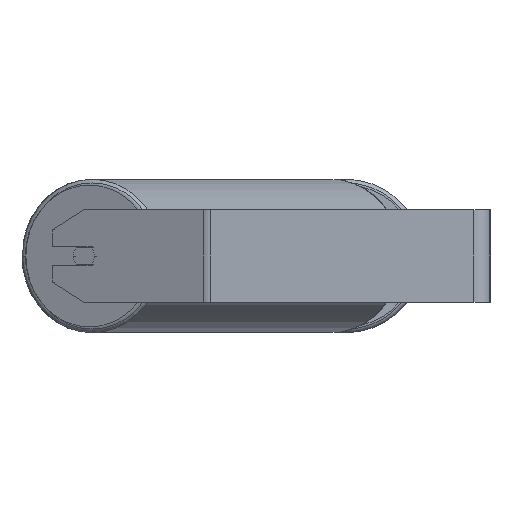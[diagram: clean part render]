
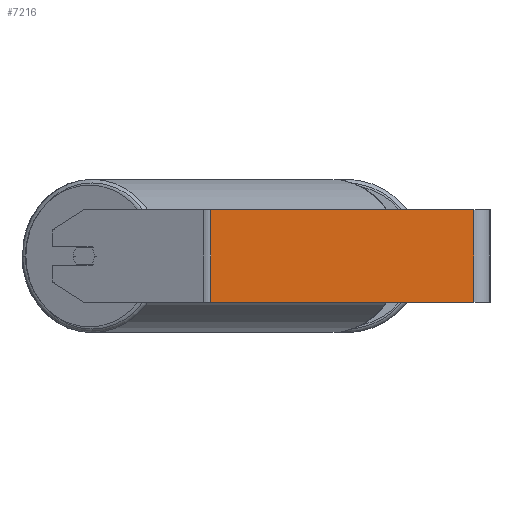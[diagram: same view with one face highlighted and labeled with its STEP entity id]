
A CAD part, left-side view. The second image highlights one B-rep face of the part: STEP entity #7216.
In plain terms, the highlighted planar face has unit normal (-1, 0, 0).
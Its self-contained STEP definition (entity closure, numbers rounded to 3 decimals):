
#256 = PLANE ( 'NONE',  #4183 ) ;
#330 = ORIENTED_EDGE ( 'NONE', *, *, #616, .F. ) ;
#518 = DIRECTION ( 'NONE',  ( 0., -1., 0. ) ) ;
#616 = EDGE_CURVE ( 'NONE', #7854, #3828, #7910, .T. ) ;
#1052 = DIRECTION ( 'NONE',  ( 1., 0., 0. ) ) ;
#1095 = DIRECTION ( 'NONE',  ( 0., 0., -1. ) ) ;
#1167 = DIRECTION ( 'NONE',  ( 0., -1., 0. ) ) ;
#1606 = EDGE_CURVE ( 'NONE', #7854, #2376, #1914, .T. ) ;
#1739 = EDGE_CURVE ( 'NONE', #3828, #6287, #3644, .T. ) ;
#1914 = LINE ( 'NONE', #2608, #3131 ) ;
#2212 = CARTESIAN_POINT ( 'NONE',  ( -800., 14., 40. ) ) ;
#2376 = VERTEX_POINT ( 'NONE', #3830 ) ;
#2608 = CARTESIAN_POINT ( 'NONE',  ( -800., 242.084, 40. ) ) ;
#2818 = VECTOR ( 'NONE', #518, 1000. ) ;
#3005 = CARTESIAN_POINT ( 'NONE',  ( -800., 245.188, 40. ) ) ;
#3131 = VECTOR ( 'NONE', #3419, 1000. ) ;
#3419 = DIRECTION ( 'NONE',  ( 0., 0., -1. ) ) ;
#3435 = VECTOR ( 'NONE', #1167, 1000. ) ;
#3644 = LINE ( 'NONE', #2212, #8362 ) ;
#3828 = VERTEX_POINT ( 'NONE', #8519 ) ;
#3830 = CARTESIAN_POINT ( 'NONE',  ( -800., 242.084, -40. ) ) ;
#4019 = EDGE_LOOP ( 'NONE', ( #6890, #7164, #330, #8174 ) ) ;
#4183 = AXIS2_PLACEMENT_3D ( 'NONE', #3005, #1052, #1095 ) ;
#4779 = CARTESIAN_POINT ( 'NONE',  ( -800., 14., -40. ) ) ;
#4950 = CARTESIAN_POINT ( 'NONE',  ( -800., 242.084, 40. ) ) ;
#5141 = CARTESIAN_POINT ( 'NONE',  ( -800., 245.188, 40. ) ) ;
#6250 = DIRECTION ( 'NONE',  ( 0., 0., -1. ) ) ;
#6287 = VERTEX_POINT ( 'NONE', #4779 ) ;
#6337 = FACE_OUTER_BOUND ( 'NONE', #4019, .T. ) ;
#6890 = ORIENTED_EDGE ( 'NONE', *, *, #8746, .T. ) ;
#7164 = ORIENTED_EDGE ( 'NONE', *, *, #1739, .F. ) ;
#7216 = ADVANCED_FACE ( 'NONE', ( #6337 ), #256, .F. ) ;
#7237 = LINE ( 'NONE', #8070, #3435 ) ;
#7854 = VERTEX_POINT ( 'NONE', #4950 ) ;
#7910 = LINE ( 'NONE', #5141, #2818 ) ;
#8070 = CARTESIAN_POINT ( 'NONE',  ( -800., 245.188, -40. ) ) ;
#8174 = ORIENTED_EDGE ( 'NONE', *, *, #1606, .T. ) ;
#8362 = VECTOR ( 'NONE', #6250, 1000. ) ;
#8519 = CARTESIAN_POINT ( 'NONE',  ( -800., 14., 40. ) ) ;
#8746 = EDGE_CURVE ( 'NONE', #2376, #6287, #7237, .T. ) ;
